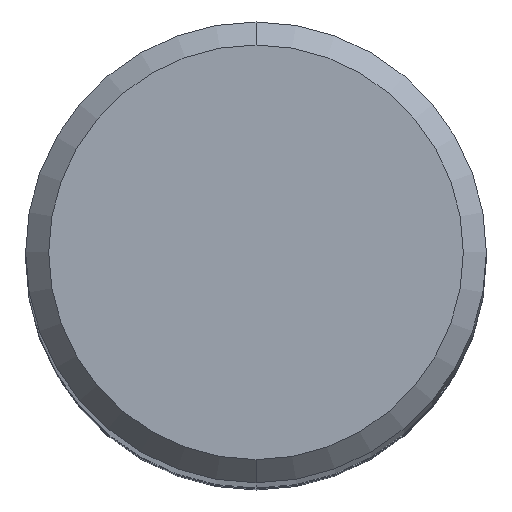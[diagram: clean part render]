
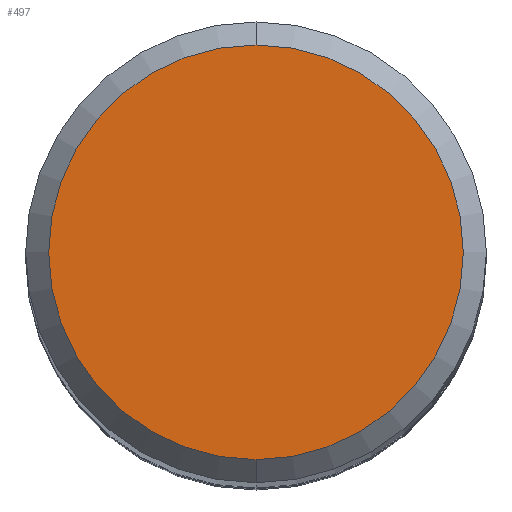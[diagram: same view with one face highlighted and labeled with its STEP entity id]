
A CAD part, top view. The second image highlights one B-rep face of the part: STEP entity #497.
In plain terms, the highlighted planar face has unit normal (0, 0, 1).
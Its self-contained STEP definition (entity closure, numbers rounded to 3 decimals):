
#209=EDGE_CURVE('',#391,#469,#541,.T.);
#391=VERTEX_POINT('',#746);
#469=VERTEX_POINT('',#828);
#471=EDGE_CURVE('',#469,#391,#830,.T.);
#497=ADVANCED_FACE('',(#861),#862,.T.);
#541=CIRCLE('',#906,5.4);
#746=CARTESIAN_POINT('',(0.,-5.4,0.0));
#828=CARTESIAN_POINT('',(0.0,5.4,0.0));
#830=CIRCLE('',#1566,5.4);
#861=FACE_OUTER_BOUND('',#1602,.T.);
#862=PLANE('',#1603);
#906=AXIS2_PLACEMENT_3D('',#1629,#1630,#1631);
#1566=AXIS2_PLACEMENT_3D('',#1940,#1941,#1942);
#1602=EDGE_LOOP('',(#1989,#1990));
#1603=AXIS2_PLACEMENT_3D('',#1991,#1992,#1993);
#1629=CARTESIAN_POINT('',(0.0,0.0,0.0));
#1630=DIRECTION('',(0.0,0.0,-1.0));
#1631=DIRECTION('',(0.0,1.0,0.0));
#1940=CARTESIAN_POINT('',(0.0,0.0,0.0));
#1941=DIRECTION('',(0.0,0.0,-1.0));
#1942=DIRECTION('',(0.0,1.0,0.0));
#1989=ORIENTED_EDGE('',*,*,#471,.F.);
#1990=ORIENTED_EDGE('',*,*,#209,.F.);
#1991=CARTESIAN_POINT('',(0.0,2.7,0.0));
#1992=DIRECTION('',(-0.0,0.0,1.0));
#1993=DIRECTION('',(0.0,-1.0,0.0));
